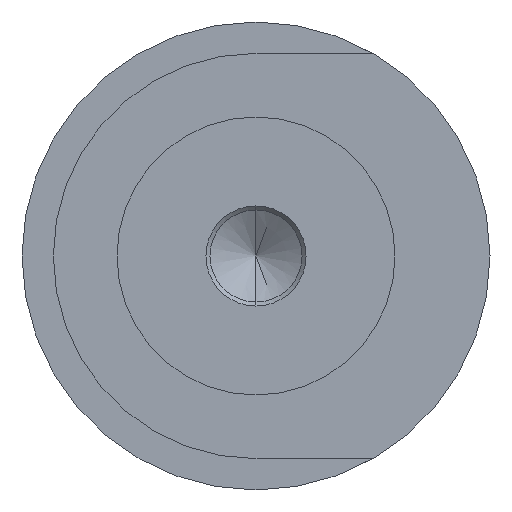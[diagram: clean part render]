
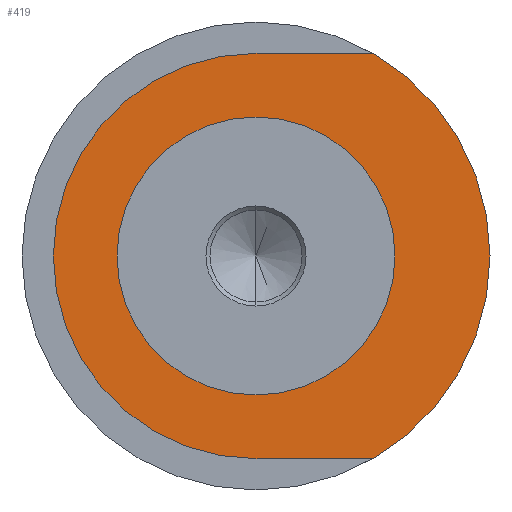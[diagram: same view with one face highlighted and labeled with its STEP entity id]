
A CAD part, left-side view. The second image highlights one B-rep face of the part: STEP entity #419.
In plain terms, the highlighted planar face has unit normal (-1, 0, 0).
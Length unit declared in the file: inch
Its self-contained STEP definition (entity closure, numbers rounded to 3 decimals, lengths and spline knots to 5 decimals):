
#7 = CARTESIAN_POINT ( 'NONE',  ( -2.95276, 0., 0. ) ) ;
#26 = CARTESIAN_POINT ( 'NONE',  ( -2.95276, -0.297, 0. ) ) ;
#74 = DIRECTION ( 'NONE',  ( 0., 1., 0. ) ) ;
#102 = VERTEX_POINT ( 'NONE', #819 ) ;
#110 = CARTESIAN_POINT ( 'NONE',  ( -2.95276, -0.25002, -0.433 ) ) ;
#124 = AXIS2_PLACEMENT_3D ( 'NONE', #489, #313, #74 ) ;
#146 = CIRCLE ( 'NONE', #262, 0.5 ) ;
#170 = EDGE_CURVE ( 'NONE', #632, #212, #761, .T. ) ;
#171 = VERTEX_POINT ( 'NONE', #984 ) ;
#178 = CARTESIAN_POINT ( 'NONE',  ( -2.95276, -0.5, 0. ) ) ;
#191 = CARTESIAN_POINT ( 'NONE',  ( -2.95276, 0., 0. ) ) ;
#201 = ORIENTED_EDGE ( 'NONE', *, *, #963, .F. ) ;
#212 = VERTEX_POINT ( 'NONE', #26 ) ;
#214 = DIRECTION ( 'NONE',  ( 0., -1., 0. ) ) ;
#228 = AXIS2_PLACEMENT_3D ( 'NONE', #191, #949, #214 ) ;
#240 = EDGE_CURVE ( 'NONE', #171, #445, #925, .T. ) ;
#255 = ORIENTED_EDGE ( 'NONE', *, *, #527, .F. ) ;
#258 = VERTEX_POINT ( 'NONE', #178 ) ;
#262 = AXIS2_PLACEMENT_3D ( 'NONE', #1050, #293, #309 ) ;
#293 = DIRECTION ( 'NONE',  ( 1., 0., 0. ) ) ;
#309 = DIRECTION ( 'NONE',  ( 0., 1., 0. ) ) ;
#312 = ORIENTED_EDGE ( 'NONE', *, *, #1031, .F. ) ;
#313 = DIRECTION ( 'NONE',  ( 1., 0., 0. ) ) ;
#338 = CIRCLE ( 'NONE', #228, 0.297 ) ;
#385 = AXIS2_PLACEMENT_3D ( 'NONE', #1030, #626, #536 ) ;
#386 = ORIENTED_EDGE ( 'NONE', *, *, #170, .F. ) ;
#388 = VECTOR ( 'NONE', #974, 39.37008 ) ;
#404 = LINE ( 'NONE', #468, #388 ) ;
#407 = CIRCLE ( 'NONE', #998, 0.433 ) ;
#408 = DIRECTION ( 'NONE',  ( -1., 0., 0. ) ) ;
#415 = VERTEX_POINT ( 'NONE', #540 ) ;
#419 = ADVANCED_FACE ( 'NONE', ( #449, #854 ), #772, .F. ) ;
#436 = CIRCLE ( 'NONE', #124, 0.5 ) ;
#445 = VERTEX_POINT ( 'NONE', #110 ) ;
#449 = FACE_BOUND ( 'NONE', #638, .T. ) ;
#468 = CARTESIAN_POINT ( 'NONE',  ( -2.95276, 0., 0.433 ) ) ;
#489 = CARTESIAN_POINT ( 'NONE',  ( -2.95276, 0., 0. ) ) ;
#501 = CARTESIAN_POINT ( 'NONE',  ( -2.95276, 0.297, 0. ) ) ;
#513 = AXIS2_PLACEMENT_3D ( 'NONE', #7, #408, #736 ) ;
#527 = EDGE_CURVE ( 'NONE', #102, #258, #436, .T. ) ;
#536 = DIRECTION ( 'NONE',  ( 0., 1., 0. ) ) ;
#540 = CARTESIAN_POINT ( 'NONE',  ( -2.95276, 0., 0.433 ) ) ;
#557 = EDGE_LOOP ( 'NONE', ( #844, #201, #255, #613, #312 ) ) ;
#613 = ORIENTED_EDGE ( 'NONE', *, *, #876, .F. ) ;
#626 = DIRECTION ( 'NONE',  ( 1., 0., 0. ) ) ;
#632 = VERTEX_POINT ( 'NONE', #501 ) ;
#638 = EDGE_LOOP ( 'NONE', ( #386, #962 ) ) ;
#723 = EDGE_CURVE ( 'NONE', #212, #632, #338, .T. ) ;
#736 = DIRECTION ( 'NONE',  ( 0., -1., 0. ) ) ;
#761 = CIRCLE ( 'NONE', #513, 0.297 ) ;
#772 = PLANE ( 'NONE',  #385 ) ;
#819 = CARTESIAN_POINT ( 'NONE',  ( -2.95276, -0.25002, 0.433 ) ) ;
#828 = DIRECTION ( 'NONE',  ( 1., 0., 0. ) ) ;
#841 = CARTESIAN_POINT ( 'NONE',  ( -2.95276, 0., -0.433 ) ) ;
#844 = ORIENTED_EDGE ( 'NONE', *, *, #240, .T. ) ;
#854 = FACE_OUTER_BOUND ( 'NONE', #557, .T. ) ;
#874 = VECTOR ( 'NONE', #919, 39.37008 ) ;
#876 = EDGE_CURVE ( 'NONE', #415, #102, #404, .T. ) ;
#919 = DIRECTION ( 'NONE',  ( 0., -1., 0. ) ) ;
#925 = LINE ( 'NONE', #841, #874 ) ;
#949 = DIRECTION ( 'NONE',  ( -1., 0., 0. ) ) ;
#962 = ORIENTED_EDGE ( 'NONE', *, *, #723, .F. ) ;
#963 = EDGE_CURVE ( 'NONE', #258, #445, #146, .T. ) ;
#974 = DIRECTION ( 'NONE',  ( 0., -1., 0. ) ) ;
#984 = CARTESIAN_POINT ( 'NONE',  ( -2.95276, 0., -0.433 ) ) ;
#985 = CARTESIAN_POINT ( 'NONE',  ( -2.95276, 0., 0. ) ) ;
#998 = AXIS2_PLACEMENT_3D ( 'NONE', #985, #828, #1063 ) ;
#1030 = CARTESIAN_POINT ( 'NONE',  ( -2.95276, 0., 0. ) ) ;
#1031 = EDGE_CURVE ( 'NONE', #171, #415, #407, .T. ) ;
#1050 = CARTESIAN_POINT ( 'NONE',  ( -2.95276, 0., 0. ) ) ;
#1063 = DIRECTION ( 'NONE',  ( 0., 1., 0. ) ) ;
